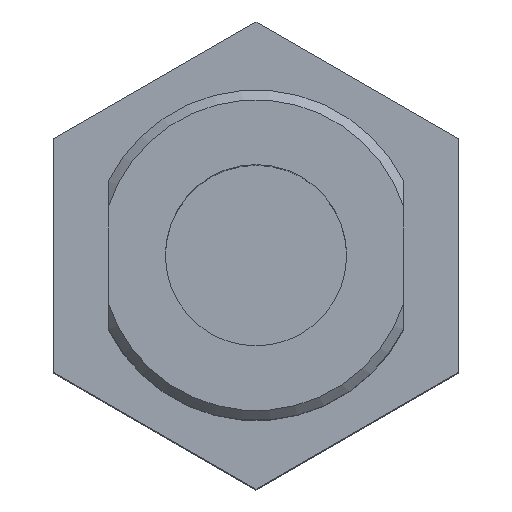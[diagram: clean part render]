
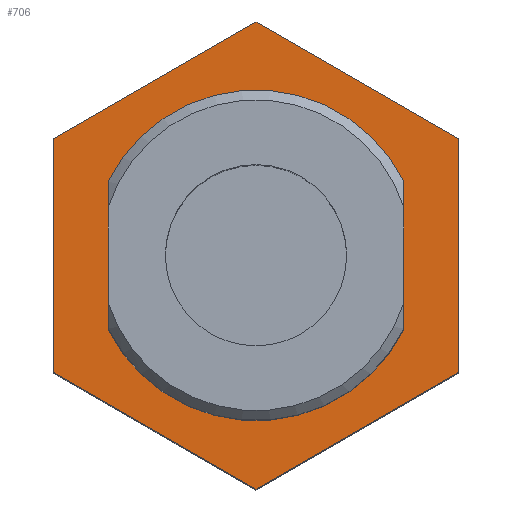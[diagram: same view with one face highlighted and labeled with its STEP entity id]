
A CAD part, top view. The second image highlights one B-rep face of the part: STEP entity #706.
In plain terms, the highlighted planar face has unit normal (0, 0, 1).
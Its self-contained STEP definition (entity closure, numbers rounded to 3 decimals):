
#47=FACE_BOUND('',#161,.T.);
#56=CIRCLE('',#737,16.75);
#64=CIRCLE('',#753,16.75);
#106=FACE_OUTER_BOUND('',#160,.T.);
#160=EDGE_LOOP('',(#596,#597,#598,#599,#600,#601));
#161=EDGE_LOOP('',(#602,#603,#604,#605));
#189=LINE('',#1032,#253);
#194=LINE('',#1055,#258);
#210=LINE('',#1147,#274);
#217=LINE('',#1160,#281);
#223=LINE('',#1171,#287);
#224=LINE('',#1174,#288);
#225=LINE('',#1176,#289);
#226=LINE('',#1177,#290);
#253=VECTOR('',#828,14.908);
#258=VECTOR('',#835,14.908);
#274=VECTOR('',#929,23.671);
#281=VECTOR('',#940,23.671);
#287=VECTOR('',#950,23.671);
#288=VECTOR('',#953,23.671);
#289=VECTOR('',#954,23.671);
#290=VECTOR('',#955,23.671);
#315=VERTEX_POINT('',#1029);
#316=VERTEX_POINT('',#1031);
#323=VERTEX_POINT('',#1052);
#324=VERTEX_POINT('',#1054);
#348=VERTEX_POINT('',#1144);
#349=VERTEX_POINT('',#1146);
#353=VERTEX_POINT('',#1158);
#356=VERTEX_POINT('',#1169);
#357=VERTEX_POINT('',#1173);
#358=VERTEX_POINT('',#1175);
#384=EDGE_CURVE('',#316,#315,#189,.T.);
#392=EDGE_CURVE('',#324,#323,#194,.T.);
#398=EDGE_CURVE('',#323,#316,#56,.T.);
#415=EDGE_CURVE('',#315,#324,#64,.T.);
#430=EDGE_CURVE('',#349,#348,#210,.T.);
#437=EDGE_CURVE('',#348,#353,#217,.T.);
#443=EDGE_CURVE('',#353,#356,#223,.T.);
#444=EDGE_CURVE('',#356,#357,#224,.T.);
#445=EDGE_CURVE('',#357,#358,#225,.T.);
#446=EDGE_CURVE('',#358,#349,#226,.T.);
#596=ORIENTED_EDGE('',*,*,#443,.T.);
#597=ORIENTED_EDGE('',*,*,#444,.T.);
#598=ORIENTED_EDGE('',*,*,#445,.T.);
#599=ORIENTED_EDGE('',*,*,#446,.T.);
#600=ORIENTED_EDGE('',*,*,#430,.T.);
#601=ORIENTED_EDGE('',*,*,#437,.T.);
#602=ORIENTED_EDGE('',*,*,#415,.T.);
#603=ORIENTED_EDGE('',*,*,#392,.T.);
#604=ORIENTED_EDGE('',*,*,#398,.T.);
#605=ORIENTED_EDGE('',*,*,#384,.T.);
#662=PLANE('',#773);
#706=ADVANCED_FACE('',(#106,#47),#662,.T.);
#737=AXIS2_PLACEMENT_3D('',#1065,#851,#852);
#753=AXIS2_PLACEMENT_3D('',#1110,#888,#889);
#773=AXIS2_PLACEMENT_3D('',#1172,#951,#952);
#828=DIRECTION('',(0.,-1.,0.));
#835=DIRECTION('',(0.,1.,0.));
#851=DIRECTION('center_axis',(0.,0.,-1.));
#852=DIRECTION('ref_axis',(-1.,0.,0.));
#888=DIRECTION('center_axis',(0.,0.,-1.));
#889=DIRECTION('ref_axis',(-1.,0.,0.));
#929=DIRECTION('',(0.,1.,0.));
#940=DIRECTION('',(-0.866,0.5,0.));
#950=DIRECTION('',(-0.866,-0.5,0.));
#951=DIRECTION('center_axis',(0.,0.,1.));
#952=DIRECTION('ref_axis',(1.,0.,0.));
#953=DIRECTION('',(0.,-1.,0.));
#954=DIRECTION('',(0.866,-0.5,0.));
#955=DIRECTION('',(0.866,0.5,0.));
#1029=CARTESIAN_POINT('',(15.,-7.454,0.));
#1031=CARTESIAN_POINT('',(15.,7.454,0.));
#1032=CARTESIAN_POINT('',(15.,7.454,0.));
#1052=CARTESIAN_POINT('',(-15.,7.454,0.));
#1054=CARTESIAN_POINT('',(-15.,-7.454,0.));
#1055=CARTESIAN_POINT('',(-15.,7.454,0.));
#1065=CARTESIAN_POINT('Origin',(0.,0.,0.));
#1110=CARTESIAN_POINT('Origin',(0.,0.,0.));
#1144=CARTESIAN_POINT('',(20.5,11.836,0.));
#1146=CARTESIAN_POINT('',(20.5,-11.836,0.));
#1147=CARTESIAN_POINT('',(20.5,-11.836,0.));
#1158=CARTESIAN_POINT('',(0.,23.671,0.));
#1160=CARTESIAN_POINT('',(20.5,11.836,0.));
#1169=CARTESIAN_POINT('',(-20.5,11.836,0.));
#1171=CARTESIAN_POINT('',(0.,23.671,0.));
#1172=CARTESIAN_POINT('Origin',(0.,0.,
0.));
#1173=CARTESIAN_POINT('',(-20.5,-11.836,0.));
#1174=CARTESIAN_POINT('',(-20.5,11.836,0.));
#1175=CARTESIAN_POINT('',(0.,-23.671,0.));
#1176=CARTESIAN_POINT('',(-20.5,-11.836,0.));
#1177=CARTESIAN_POINT('',(0.,-23.671,0.));
